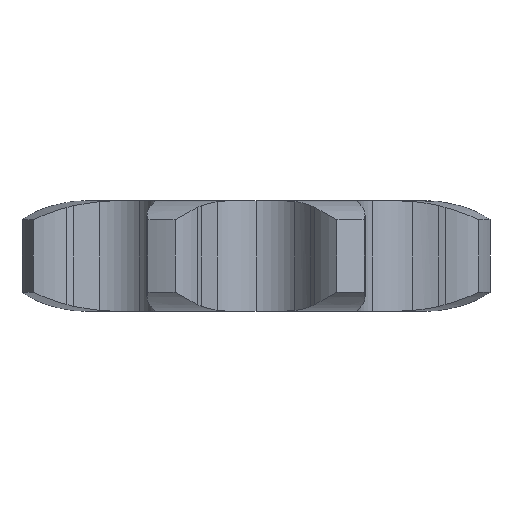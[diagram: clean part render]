
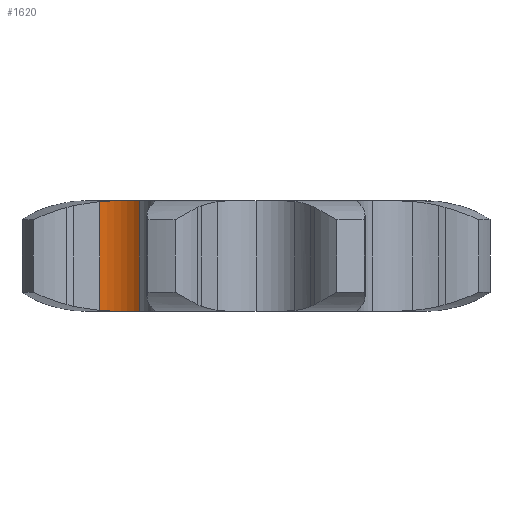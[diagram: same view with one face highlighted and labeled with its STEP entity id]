
A CAD part, left-side view. The second image highlights one B-rep face of the part: STEP entity #1620.
In plain terms, the highlighted cylindrical face has radius 14.078 mm (diameter 28.156 mm), a partial arc.
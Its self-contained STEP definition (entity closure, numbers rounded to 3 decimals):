
#82 = TOROIDAL_SURFACE('',#83,45.628,44.);
#83 = AXIS2_PLACEMENT_3D('',#84,#85,#86);
#84 = CARTESIAN_POINT('',(0.,0.,44.));
#85 = DIRECTION('',(0.,0.,1.));
#86 = DIRECTION('',(1.,0.,0.));
#151 = TOROIDAL_SURFACE('',#152,45.628,44.);
#152 = AXIS2_PLACEMENT_3D('',#153,#154,#155);
#153 = CARTESIAN_POINT('',(0.,0.,-14.6)
  );
#154 = DIRECTION('',(0.,0.,1.));
#155 = DIRECTION('',(1.,0.,0.));
#361 = VERTEX_POINT('',#362);
#362 = CARTESIAN_POINT('',(-27.002,41.681,
    29.215));
#384 = PLANE('',#385);
#385 = AXIS2_PLACEMENT_3D('',#386,#387,#388);
#386 = CARTESIAN_POINT('',(-27.002,41.681,0.));
#387 = DIRECTION('',(-0.99,-0.139,0.));
#388 = DIRECTION('',(-0.139,0.99,0.));
#400 = EDGE_CURVE('',#361,#401,#403,.T.);
#401 = VERTEX_POINT('',#402);
#402 = CARTESIAN_POINT('',(-27.889,36.113,29.4));
#403 = SURFACE_CURVE('',#404,(#412,#423),.PCURVE_S1.);
#404 = B_SPLINE_CURVE_WITH_KNOTS('',6,(#405,#406,#407,#408,#409,#410,
    #411),.UNSPECIFIED.,.F.,.F.,(7,7),(0.,1.),.PIECEWISE_BEZIER_KNOTS.);
#405 = CARTESIAN_POINT('',(-27.002,41.681,
    29.215));
#406 = CARTESIAN_POINT('',(-26.961,40.74,
    29.289));
#407 = CARTESIAN_POINT('',(-26.995,39.792,
    29.342));
#408 = CARTESIAN_POINT('',(-27.106,38.848,
    29.376));
#409 = CARTESIAN_POINT('',(-27.293,37.914,
    29.393));
#410 = CARTESIAN_POINT('',(-27.555,37.,29.4));
#411 = CARTESIAN_POINT('',(-27.889,36.113,29.4));
#412 = PCURVE('',#151,#413);
#413 = DEFINITIONAL_REPRESENTATION('',(#414),#422);
#414 = B_SPLINE_CURVE_WITH_KNOTS('',6,(#415,#416,#417,#418,#419,#420,
    #421),.UNSPECIFIED.,.F.,.F.,(7,7),(0.,1.),.PIECEWISE_BEZIER_KNOTS.);
#415 = CARTESIAN_POINT('',(2.146,1.479));
#416 = CARTESIAN_POINT('',(2.155,1.498));
#417 = CARTESIAN_POINT('',(2.167,1.515));
#418 = CARTESIAN_POINT('',(2.18,1.531));
#419 = CARTESIAN_POINT('',(2.194,1.546));
#420 = CARTESIAN_POINT('',(2.211,1.559));
#421 = CARTESIAN_POINT('',(2.228,1.571));
#422 = ( GEOMETRIC_REPRESENTATION_CONTEXT(2) 
PARAMETRIC_REPRESENTATION_CONTEXT() REPRESENTATION_CONTEXT('2D SPACE',''
  ) );
#423 = PCURVE('',#424,#429);
#424 = CYLINDRICAL_SURFACE('',#425,14.078);
#425 = AXIS2_PLACEMENT_3D('',#426,#427,#428);
#426 = CARTESIAN_POINT('',(-41.066,41.066,0.));
#427 = DIRECTION('',(0.,0.,-1.));
#428 = DIRECTION('',(0.707,-0.707,0.));
#429 = DEFINITIONAL_REPRESENTATION('',(#430),#438);
#430 = B_SPLINE_CURVE_WITH_KNOTS('',6,(#431,#432,#433,#434,#435,#436,
    #437),.UNSPECIFIED.,.F.,.F.,(7,7),(0.,1.),.PIECEWISE_BEZIER_KNOTS.);
#431 = CARTESIAN_POINT('',(-0.829,-29.215));
#432 = CARTESIAN_POINT('',(-0.762,-29.289));
#433 = CARTESIAN_POINT('',(-0.695,-29.342));
#434 = CARTESIAN_POINT('',(-0.628,-29.376));
#435 = CARTESIAN_POINT('',(-0.56,-29.393));
#436 = CARTESIAN_POINT('',(-0.493,-29.4));
#437 = CARTESIAN_POINT('',(-0.426,-29.4));
#438 = ( GEOMETRIC_REPRESENTATION_CONTEXT(2) 
PARAMETRIC_REPRESENTATION_CONTEXT() REPRESENTATION_CONTEXT('2D SPACE',''
  ) );
#457 = PLANE('',#458);
#458 = AXIS2_PLACEMENT_3D('',#459,#460,#461);
#459 = CARTESIAN_POINT('',(0.001,0.,29.4));
#460 = DIRECTION('',(0.,0.,1.));
#461 = DIRECTION('',(1.,0.,0.));
#609 = VERTEX_POINT('',#610);
#610 = CARTESIAN_POINT('',(-27.889,36.113,
    0.));
#625 = PLANE('',#626);
#626 = AXIS2_PLACEMENT_3D('',#627,#628,#629);
#627 = CARTESIAN_POINT('',(0.001,0.,0.));
#628 = DIRECTION('',(0.,0.,1.));
#629 = DIRECTION('',(1.,0.,0.));
#637 = EDGE_CURVE('',#609,#638,#640,.T.);
#638 = VERTEX_POINT('',#639);
#639 = CARTESIAN_POINT('',(-27.002,41.681,0.185
    ));
#640 = SURFACE_CURVE('',#641,(#649,#660),.PCURVE_S1.);
#641 = B_SPLINE_CURVE_WITH_KNOTS('',6,(#642,#643,#644,#645,#646,#647,
    #648),.UNSPECIFIED.,.F.,.F.,(7,7),(0.,1.),.PIECEWISE_BEZIER_KNOTS.);
#642 = CARTESIAN_POINT('',(-27.889,36.113,
    0.));
#643 = CARTESIAN_POINT('',(-27.555,37.,
    0.));
#644 = CARTESIAN_POINT('',(-27.293,37.914,
    0.007));
#645 = CARTESIAN_POINT('',(-27.106,38.848,
    0.024));
#646 = CARTESIAN_POINT('',(-26.995,39.792,
    0.058));
#647 = CARTESIAN_POINT('',(-26.961,40.74,0.111
    ));
#648 = CARTESIAN_POINT('',(-27.002,41.681,0.185
    ));
#649 = PCURVE('',#82,#650);
#650 = DEFINITIONAL_REPRESENTATION('',(#651),#659);
#651 = B_SPLINE_CURVE_WITH_KNOTS('',6,(#652,#653,#654,#655,#656,#657,
    #658),.UNSPECIFIED.,.F.,.F.,(7,7),(0.,1.),.PIECEWISE_BEZIER_KNOTS.);
#652 = CARTESIAN_POINT('',(2.228,4.712));
#653 = CARTESIAN_POINT('',(2.211,4.724));
#654 = CARTESIAN_POINT('',(2.194,4.737));
#655 = CARTESIAN_POINT('',(2.18,4.752));
#656 = CARTESIAN_POINT('',(2.167,4.768));
#657 = CARTESIAN_POINT('',(2.155,4.786));
#658 = CARTESIAN_POINT('',(2.146,4.804));
#659 = ( GEOMETRIC_REPRESENTATION_CONTEXT(2) 
PARAMETRIC_REPRESENTATION_CONTEXT() REPRESENTATION_CONTEXT('2D SPACE',''
  ) );
#660 = PCURVE('',#424,#661);
#661 = DEFINITIONAL_REPRESENTATION('',(#662),#670);
#662 = B_SPLINE_CURVE_WITH_KNOTS('',6,(#663,#664,#665,#666,#667,#668,
    #669),.UNSPECIFIED.,.F.,.F.,(7,7),(0.,1.),.PIECEWISE_BEZIER_KNOTS.);
#663 = CARTESIAN_POINT('',(-0.426,0.));
#664 = CARTESIAN_POINT('',(-0.493,0.));
#665 = CARTESIAN_POINT('',(-0.56,-0.007));
#666 = CARTESIAN_POINT('',(-0.628,-0.024));
#667 = CARTESIAN_POINT('',(-0.695,-0.058));
#668 = CARTESIAN_POINT('',(-0.762,-0.111));
#669 = CARTESIAN_POINT('',(-0.829,-0.185));
#670 = ( GEOMETRIC_REPRESENTATION_CONTEXT(2) 
PARAMETRIC_REPRESENTATION_CONTEXT() REPRESENTATION_CONTEXT('2D SPACE',''
  ) );
#964 = EDGE_CURVE('',#965,#401,#967,.T.);
#965 = VERTEX_POINT('',#966);
#966 = CARTESIAN_POINT('',(-31.112,31.112,29.4));
#967 = SURFACE_CURVE('',#968,(#973,#980),.PCURVE_S1.);
#968 = CIRCLE('',#969,14.078);
#969 = AXIS2_PLACEMENT_3D('',#970,#971,#972);
#970 = CARTESIAN_POINT('',(-41.066,41.066,29.4));
#971 = DIRECTION('',(-0.,0.,1.));
#972 = DIRECTION('',(0.707,-0.707,0.));
#973 = PCURVE('',#457,#974);
#974 = DEFINITIONAL_REPRESENTATION('',(#975),#979);
#975 = CIRCLE('',#976,14.078);
#976 = AXIS2_PLACEMENT_2D('',#977,#978);
#977 = CARTESIAN_POINT('',(-41.068,41.066));
#978 = DIRECTION('',(0.707,-0.707));
#979 = ( GEOMETRIC_REPRESENTATION_CONTEXT(2) 
PARAMETRIC_REPRESENTATION_CONTEXT() REPRESENTATION_CONTEXT('2D SPACE',''
  ) );
#980 = PCURVE('',#424,#981);
#981 = DEFINITIONAL_REPRESENTATION('',(#982),#986);
#982 = LINE('',#983,#984);
#983 = CARTESIAN_POINT('',(-0.,-29.4));
#984 = VECTOR('',#985,1.);
#985 = DIRECTION('',(-1.,0.));
#986 = ( GEOMETRIC_REPRESENTATION_CONTEXT(2) 
PARAMETRIC_REPRESENTATION_CONTEXT() REPRESENTATION_CONTEXT('2D SPACE',''
  ) );
#1005 = CYLINDRICAL_SURFACE('',#1006,14.078);
#1006 = AXIS2_PLACEMENT_3D('',#1007,#1008,#1009);
#1007 = CARTESIAN_POINT('',(-41.066,41.066,0.));
#1008 = DIRECTION('',(-0.,-0.,-1.));
#1009 = DIRECTION('',(-0.044,-0.999,0.));
#1620 = ADVANCED_FACE('',(#1621),#424,.F.);
#1621 = FACE_BOUND('',#1622,.T.);
#1622 = EDGE_LOOP('',(#1623,#1647,#1668,#1669,#1670,#1691));
#1623 = ORIENTED_EDGE('',*,*,#1624,.F.);
#1624 = EDGE_CURVE('',#1625,#609,#1627,.T.);
#1625 = VERTEX_POINT('',#1626);
#1626 = CARTESIAN_POINT('',(-31.112,31.112,0.));
#1627 = SURFACE_CURVE('',#1628,(#1633,#1640),.PCURVE_S1.);
#1628 = CIRCLE('',#1629,14.078);
#1629 = AXIS2_PLACEMENT_3D('',#1630,#1631,#1632);
#1630 = CARTESIAN_POINT('',(-41.066,41.066,0.));
#1631 = DIRECTION('',(-0.,0.,1.));
#1632 = DIRECTION('',(0.707,-0.707,0.));
#1633 = PCURVE('',#424,#1634);
#1634 = DEFINITIONAL_REPRESENTATION('',(#1635),#1639);
#1635 = LINE('',#1636,#1637);
#1636 = CARTESIAN_POINT('',(-0.,0.));
#1637 = VECTOR('',#1638,1.);
#1638 = DIRECTION('',(-1.,0.));
#1639 = ( GEOMETRIC_REPRESENTATION_CONTEXT(2) 
PARAMETRIC_REPRESENTATION_CONTEXT() REPRESENTATION_CONTEXT('2D SPACE',''
  ) );
#1640 = PCURVE('',#625,#1641);
#1641 = DEFINITIONAL_REPRESENTATION('',(#1642),#1646);
#1642 = CIRCLE('',#1643,14.078);
#1643 = AXIS2_PLACEMENT_2D('',#1644,#1645);
#1644 = CARTESIAN_POINT('',(-41.068,41.066));
#1645 = DIRECTION('',(0.707,-0.707));
#1646 = ( GEOMETRIC_REPRESENTATION_CONTEXT(2) 
PARAMETRIC_REPRESENTATION_CONTEXT() REPRESENTATION_CONTEXT('2D SPACE',''
  ) );
#1647 = ORIENTED_EDGE('',*,*,#1648,.T.);
#1648 = EDGE_CURVE('',#1625,#965,#1649,.T.);
#1649 = SURFACE_CURVE('',#1650,(#1654,#1661),.PCURVE_S1.);
#1650 = LINE('',#1651,#1652);
#1651 = CARTESIAN_POINT('',(-31.112,31.112,0.));
#1652 = VECTOR('',#1653,1.);
#1653 = DIRECTION('',(0.,0.,1.));
#1654 = PCURVE('',#424,#1655);
#1655 = DEFINITIONAL_REPRESENTATION('',(#1656),#1660);
#1656 = LINE('',#1657,#1658);
#1657 = CARTESIAN_POINT('',(-0.,0.));
#1658 = VECTOR('',#1659,1.);
#1659 = DIRECTION('',(-0.,-1.));
#1660 = ( GEOMETRIC_REPRESENTATION_CONTEXT(2) 
PARAMETRIC_REPRESENTATION_CONTEXT() REPRESENTATION_CONTEXT('2D SPACE',''
  ) );
#1661 = PCURVE('',#1005,#1662);
#1662 = DEFINITIONAL_REPRESENTATION('',(#1663),#1667);
#1663 = LINE('',#1664,#1665);
#1664 = CARTESIAN_POINT('',(-0.829,0.));
#1665 = VECTOR('',#1666,1.);
#1666 = DIRECTION('',(-0.,-1.));
#1667 = ( GEOMETRIC_REPRESENTATION_CONTEXT(2) 
PARAMETRIC_REPRESENTATION_CONTEXT() REPRESENTATION_CONTEXT('2D SPACE',''
  ) );
#1668 = ORIENTED_EDGE('',*,*,#964,.T.);
#1669 = ORIENTED_EDGE('',*,*,#400,.F.);
#1670 = ORIENTED_EDGE('',*,*,#1671,.F.);
#1671 = EDGE_CURVE('',#638,#361,#1672,.T.);
#1672 = SURFACE_CURVE('',#1673,(#1677,#1684),.PCURVE_S1.);
#1673 = LINE('',#1674,#1675);
#1674 = CARTESIAN_POINT('',(-27.002,41.681,0.));
#1675 = VECTOR('',#1676,1.);
#1676 = DIRECTION('',(0.,0.,1.));
#1677 = PCURVE('',#424,#1678);
#1678 = DEFINITIONAL_REPRESENTATION('',(#1679),#1683);
#1679 = LINE('',#1680,#1681);
#1680 = CARTESIAN_POINT('',(-0.829,0.));
#1681 = VECTOR('',#1682,1.);
#1682 = DIRECTION('',(-0.,-1.));
#1683 = ( GEOMETRIC_REPRESENTATION_CONTEXT(2) 
PARAMETRIC_REPRESENTATION_CONTEXT() REPRESENTATION_CONTEXT('2D SPACE',''
  ) );
#1684 = PCURVE('',#384,#1685);
#1685 = DEFINITIONAL_REPRESENTATION('',(#1686),#1690);
#1686 = LINE('',#1687,#1688);
#1687 = CARTESIAN_POINT('',(0.,0.));
#1688 = VECTOR('',#1689,1.);
#1689 = DIRECTION('',(0.,-1.));
#1690 = ( GEOMETRIC_REPRESENTATION_CONTEXT(2) 
PARAMETRIC_REPRESENTATION_CONTEXT() REPRESENTATION_CONTEXT('2D SPACE',''
  ) );
#1691 = ORIENTED_EDGE('',*,*,#637,.F.);
